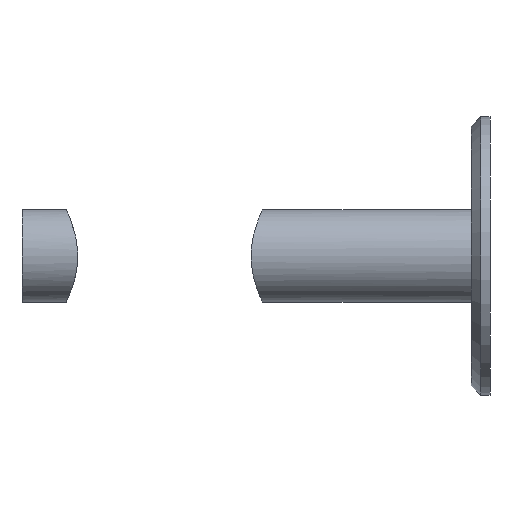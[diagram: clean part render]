
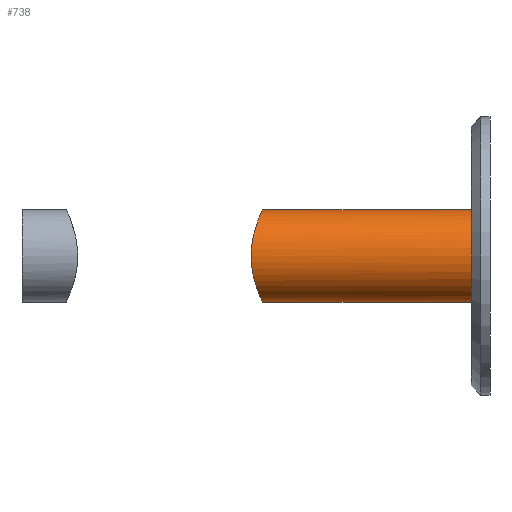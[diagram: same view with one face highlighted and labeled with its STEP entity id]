
A CAD part, left-side view. The second image highlights one B-rep face of the part: STEP entity #738.
In plain terms, the highlighted cylindrical face has radius 10 mm (diameter 20 mm), a partial arc.
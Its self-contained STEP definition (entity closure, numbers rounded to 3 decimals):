
#38 = CARTESIAN_POINT ( 'NONE',  ( -9.984, 47.498, -0.653 ) ) ;
#92 = CARTESIAN_POINT ( 'NONE',  ( -6.121, 45.895, -7.934 ) ) ;
#484 = EDGE_CURVE ( 'NONE', #9690, #10994, #12638, .T. ) ;
#738 = ADVANCED_FACE ( 'NONE', ( #13069 ), #3861, .T. ) ;
#794 = DIRECTION ( 'NONE',  ( 0., -1., 0. ) ) ;
#1085 = CARTESIAN_POINT ( 'NONE',  ( -5.316, 45.675, 8.476 ) ) ;
#1133 = CARTESIAN_POINT ( 'NONE',  ( -1.658, 45.062, 9.867 ) ) ;
#1196 = CARTESIAN_POINT ( 'NONE',  ( -2.629, 45.154, 9.671 ) ) ;
#1301 = CARTESIAN_POINT ( 'NONE',  ( -5.318, 45.676, -8.475 ) ) ;
#1416 = CARTESIAN_POINT ( 'NONE',  ( -9.917, 47.462, 1.329 ) ) ;
#2251 = EDGE_LOOP ( 'NONE', ( #7946, #5772, #10358, #9777 ) ) ;
#2265 = CARTESIAN_POINT ( 'NONE',  ( -0.331, 45., 10. ) ) ;
#2295 = DIRECTION ( 'NONE',  ( 0., 0., -1. ) ) ;
#2425 = CARTESIAN_POINT ( 'NONE',  ( -5.852, 45.822, 8.116 ) ) ;
#2482 = CARTESIAN_POINT ( 'NONE',  ( -1.327, 45.039, 9.917 ) ) ;
#2533 = CARTESIAN_POINT ( 'NONE',  ( -7.535, 46.378, -6.606 ) ) ;
#2642 = CARTESIAN_POINT ( 'NONE',  ( -8.961, 46.986, -4.451 ) ) ;
#2694 = CARTESIAN_POINT ( 'NONE',  ( -0.671, 45., -10. ) ) ;
#3137 = DIRECTION ( 'NONE',  ( 0., 1., 0. ) ) ;
#3434 = CARTESIAN_POINT ( 'NONE',  ( 0., 0., -10. ) ) ;
#3623 = CARTESIAN_POINT ( 'NONE',  ( -8.651, 46.845, 5.027 ) ) ;
#3780 = CARTESIAN_POINT ( 'NONE',  ( -4.466, 45.474, -8.953 ) ) ;
#3851 = LINE ( 'NONE', #4580, #16174 ) ;
#3861 = CYLINDRICAL_SURFACE ( 'NONE', #12974, 10. ) ;
#4045 = DIRECTION ( 'NONE',  ( 0., -1., 0. ) ) ;
#4153 = CARTESIAN_POINT ( 'NONE',  ( 0., 45., 10. ) ) ;
#4580 = CARTESIAN_POINT ( 'NONE',  ( 0., 50., 10. ) ) ;
#4675 = VERTEX_POINT ( 'NONE', #3434 ) ;
#4937 = CARTESIAN_POINT ( 'NONE',  ( -8.482, 46.77, 5.306 ) ) ;
#4992 = CARTESIAN_POINT ( 'NONE',  ( -6.852, 46.136, 7.291 ) ) ;
#5161 = CARTESIAN_POINT ( 'NONE',  ( -5.041, 45.606, -8.643 ) ) ;
#5264 = CARTESIAN_POINT ( 'NONE',  ( -8.484, 46.771, -5.303 ) ) ;
#5772 = ORIENTED_EDGE ( 'NONE', *, *, #484, .T. ) ;
#5798 = VERTEX_POINT ( 'NONE', #15853 ) ;
#6102 = CARTESIAN_POINT ( 'NONE',  ( 0., 45., 10. ) ) ;
#6263 = CARTESIAN_POINT ( 'NONE',  ( -9.477, 47.234, 3.258 ) ) ;
#6320 = CARTESIAN_POINT ( 'NONE',  ( -9.669, 47.333, 2.635 ) ) ;
#6375 = CARTESIAN_POINT ( 'NONE',  ( -3.261, 45.243, -9.476 ) ) ;
#6482 = CARTESIAN_POINT ( 'NONE',  ( -9.103, 47.053, -4.153 ) ) ;
#6539 = CARTESIAN_POINT ( 'NONE',  ( -9.919, 47.464, -1.312 ) ) ;
#7263 = CIRCLE ( 'NONE', #7474, 10. ) ;
#7365 = CARTESIAN_POINT ( 'NONE',  ( -3.257, 45.243, 9.478 ) ) ;
#7462 = CARTESIAN_POINT ( 'NONE',  ( 0., 45., -10. ) ) ;
#7474 = AXIS2_PLACEMENT_3D ( 'NONE', #15705, #3137, #13312 ) ;
#7528 = CARTESIAN_POINT ( 'NONE',  ( -8.652, 46.845, -5.026 ) ) ;
#7697 = CARTESIAN_POINT ( 'NONE',  ( -4.168, 45.411, -9.096 ) ) ;
#7745 = CARTESIAN_POINT ( 'NONE',  ( 0., 45., -10. ) ) ;
#7946 = ORIENTED_EDGE ( 'NONE', *, *, #13296, .F. ) ;
#8347 = CARTESIAN_POINT ( 'NONE',  ( 0., 50., 0. ) ) ;
#8526 = CARTESIAN_POINT ( 'NONE',  ( -0.662, 45.008, 9.984 ) ) ;
#8629 = CARTESIAN_POINT ( 'NONE',  ( -5.038, 45.605, 8.644 ) ) ;
#8840 = CARTESIAN_POINT ( 'NONE',  ( -9.869, 47.437, -1.644 ) ) ;
#8940 = CARTESIAN_POINT ( 'NONE',  ( -7.945, 46.541, -6.107 ) ) ;
#8992 = CARTESIAN_POINT ( 'NONE',  ( -9.867, 47.436, 1.661 ) ) ;
#9167 = LINE ( 'NONE', #11548, #13463 ) ;
#9441 = EDGE_CURVE ( 'NONE', #4675, #5798, #7263, .T. ) ;
#9690 = VERTEX_POINT ( 'NONE', #4153 ) ;
#9777 = ORIENTED_EDGE ( 'NONE', *, *, #9441, .T. ) ;
#9974 = CARTESIAN_POINT ( 'NONE',  ( -9.101, 47.052, 4.157 ) ) ;
#10080 = CARTESIAN_POINT ( 'NONE',  ( -2.636, 45.155, -9.669 ) ) ;
#10187 = CARTESIAN_POINT ( 'NONE',  ( -1.344, 45.033, -9.931 ) ) ;
#10358 = ORIENTED_EDGE ( 'NONE', *, *, #13009, .T. ) ;
#10994 = VERTEX_POINT ( 'NONE', #7462 ) ;
#11128 = CARTESIAN_POINT ( 'NONE',  ( -7.943, 46.54, 6.11 ) ) ;
#11182 = CARTESIAN_POINT ( 'NONE',  ( -6.611, 46.055, 7.51 ) ) ;
#11238 = CARTESIAN_POINT ( 'NONE',  ( -6.111, 45.898, 7.922 ) ) ;
#11294 = CARTESIAN_POINT ( 'NONE',  ( -9.673, 47.335, -2.622 ) ) ;
#11548 = CARTESIAN_POINT ( 'NONE',  ( 0., 50., -10. ) ) ;
#12434 = CARTESIAN_POINT ( 'NONE',  ( -7.535, 46.378, 6.606 ) ) ;
#12485 = CARTESIAN_POINT ( 'NONE',  ( -4.465, 45.474, 8.954 ) ) ;
#12638 = B_SPLINE_CURVE_WITH_KNOTS ( 'NONE', 3,
 ( #6102, #2265, #8526, #2482, #1133, #1196, #7365, #16082, #12485, #8629, #1085, #2425, #11238, #11182, #4992, #12434, #11128, #4937, #3623, #13697, #9974, #6263, #6320, #8992, #1416, #15058, #12705, #38, #6539, #8840, #11294, #13961, #6482, #2642, #7528, #5264, #8940, #2533, #15214, #92, #1301, #5161, #3780, #7697, #6375, #10080, #10187, #2694, #7745 ),
 .UNSPECIFIED., .F., .F.,
 ( 4, 2, 2, 2, 2, 2, 2, 2, 2, 2, 2, 2, 2, 1, 2, 2, 2, 2, 2, 2, 2, 2, 2, 2, 4 ),
 ( 0.032, 0.033, 0.034, 0.036, 0.037, 0.038, 0.039, 0.04, 0.042, 0.043, 0.044, 0.046, 0.047, 0.048, 0.049, 0.05, 0.052, 0.053, 0.054, 0.056, 0.057, 0.058, 0.059, 0.061, 0.063 ),
 .UNSPECIFIED. ) ;
#12705 = CARTESIAN_POINT ( 'NONE',  ( -10.016, 47.515, 0.008 ) ) ;
#12974 = AXIS2_PLACEMENT_3D ( 'NONE', #8347, #794, #2295 ) ;
#13009 = EDGE_CURVE ( 'NONE', #10994, #4675, #9167, .T. ) ;
#13069 = FACE_OUTER_BOUND ( 'NONE', #2251, .T. ) ;
#13296 = EDGE_CURVE ( 'NONE', #9690, #5798, #3851, .T. ) ;
#13312 = DIRECTION ( 'NONE',  ( 0., 0., 1. ) ) ;
#13463 = VECTOR ( 'NONE', #4045, 1000. ) ;
#13697 = CARTESIAN_POINT ( 'NONE',  ( -8.961, 46.986, 4.451 ) ) ;
#13961 = CARTESIAN_POINT ( 'NONE',  ( -9.48, 47.236, -3.248 ) ) ;
#14589 = DIRECTION ( 'NONE',  ( 0., -1., 0. ) ) ;
#15058 = CARTESIAN_POINT ( 'NONE',  ( -9.983, 47.498, 0.668 ) ) ;
#15214 = CARTESIAN_POINT ( 'NONE',  ( -6.618, 46.053, -7.525 ) ) ;
#15705 = CARTESIAN_POINT ( 'NONE',  ( 0., 0., 0. ) ) ;
#15853 = CARTESIAN_POINT ( 'NONE',  ( 0., 0., 10. ) ) ;
#16082 = CARTESIAN_POINT ( 'NONE',  ( -4.168, 45.411, 9.096 ) ) ;
#16174 = VECTOR ( 'NONE', #14589, 1000. ) ;
